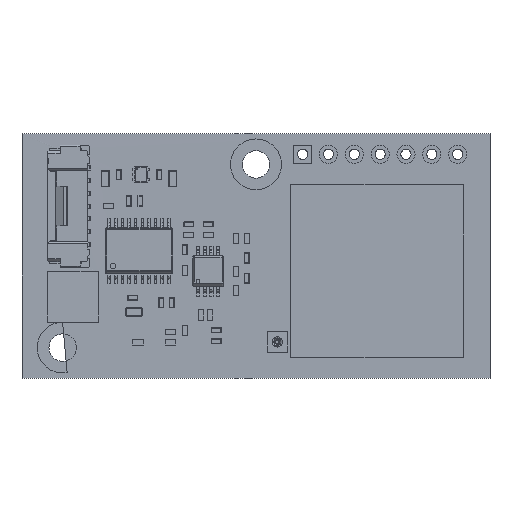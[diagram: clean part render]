
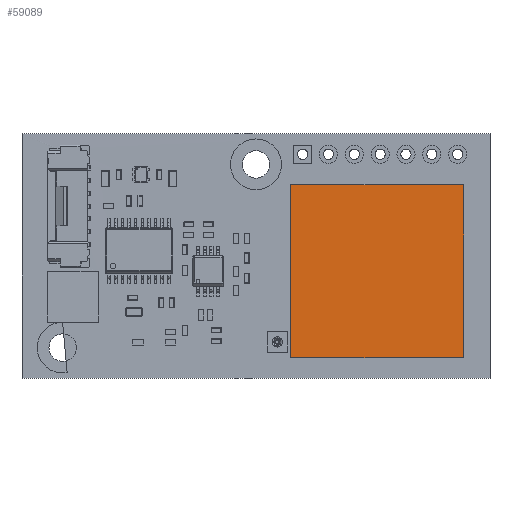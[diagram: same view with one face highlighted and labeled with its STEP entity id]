
A CAD part, top view. The second image highlights one B-rep face of the part: STEP entity #59089.
In plain terms, the highlighted planar face has unit normal (0, 0, 1).
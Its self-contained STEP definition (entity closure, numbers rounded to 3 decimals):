
#116 = CARTESIAN_POINT ( 'NONE',  ( 26.4, 2., 2.5 ) ) ;
#640 = ORIENTED_EDGE ( 'NONE', *, *, #38493, .T. ) ;
#11087 = CARTESIAN_POINT ( 'NONE',  ( 26.4, 2., 2.5 ) ) ;
#11332 = DIRECTION ( 'NONE',  ( 0., -1., 0. ) ) ;
#12325 = DIRECTION ( 'NONE',  ( 0., 1., 0. ) ) ;
#15067 = DIRECTION ( 'NONE',  ( 1., 0., 0. ) ) ;
#15986 = VERTEX_POINT ( 'NONE', #73928 ) ;
#15995 = EDGE_CURVE ( 'NONE', #15986, #23756, #18733, .T. ) ;
#18733 = LINE ( 'NONE', #54403, #36621 ) ;
#19494 = DIRECTION ( 'NONE',  ( 0., 0., 1. ) ) ;
#19882 = PLANE ( 'NONE',  #22659 ) ;
#22124 = LINE ( 'NONE', #34476, #72492 ) ;
#22659 = AXIS2_PLACEMENT_3D ( 'NONE', #32576, #19494, #15067 ) ;
#23468 = VERTEX_POINT ( 'NONE', #11087 ) ;
#23756 = VERTEX_POINT ( 'NONE', #41374 ) ;
#29454 = EDGE_LOOP ( 'NONE', ( #34706, #40040, #49698, #640 ) ) ;
#29814 = VECTOR ( 'NONE', #38030, 1000. ) ;
#32576 = CARTESIAN_POINT ( 'NONE',  ( 0., 0., 2.5 ) ) ;
#34476 = CARTESIAN_POINT ( 'NONE',  ( 43.4, 19., 2.5 ) ) ;
#34706 = ORIENTED_EDGE ( 'NONE', *, *, #57096, .T. ) ;
#36004 = VERTEX_POINT ( 'NONE', #38214 ) ;
#36621 = VECTOR ( 'NONE', #12325, 1000. ) ;
#38030 = DIRECTION ( 'NONE',  ( 1., 0., 0. ) ) ;
#38214 = CARTESIAN_POINT ( 'NONE',  ( 26.4, 19., 2.5 ) ) ;
#38493 = EDGE_CURVE ( 'NONE', #23756, #36004, #22124, .T. ) ;
#40040 = ORIENTED_EDGE ( 'NONE', *, *, #40551, .T. ) ;
#40551 = EDGE_CURVE ( 'NONE', #23468, #15986, #74491, .T. ) ;
#41374 = CARTESIAN_POINT ( 'NONE',  ( 43.4, 19., 2.5 ) ) ;
#49698 = ORIENTED_EDGE ( 'NONE', *, *, #15995, .T. ) ;
#54403 = CARTESIAN_POINT ( 'NONE',  ( 43.4, 2., 2.5 ) ) ;
#55278 = DIRECTION ( 'NONE',  ( -1., 0., 0. ) ) ;
#57096 = EDGE_CURVE ( 'NONE', #36004, #23468, #60189, .T. ) ;
#59089 = ADVANCED_FACE ( 'NONE', ( #63892 ), #19882, .T. ) ;
#60189 = LINE ( 'NONE', #116, #77980 ) ;
#63892 = FACE_OUTER_BOUND ( 'NONE', #29454, .T. ) ;
#68514 = CARTESIAN_POINT ( 'NONE',  ( 43.4, 2., 2.5 ) ) ;
#72492 = VECTOR ( 'NONE', #55278, 1000. ) ;
#73928 = CARTESIAN_POINT ( 'NONE',  ( 43.4, 2., 2.5 ) ) ;
#74491 = LINE ( 'NONE', #68514, #29814 ) ;
#77980 = VECTOR ( 'NONE', #11332, 1000. ) ;
